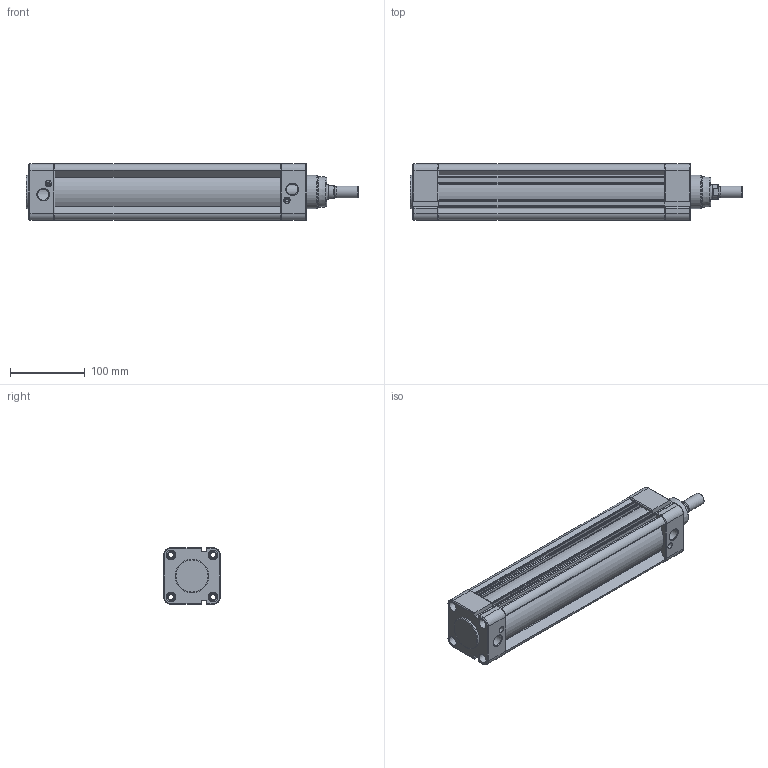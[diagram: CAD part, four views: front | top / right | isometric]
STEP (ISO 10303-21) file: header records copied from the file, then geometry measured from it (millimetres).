
FILE_DESCRIPTION (( 'STEP AP214' ), '1' );
FILE_NAME ('DMCA063-0250.STEP', '2016-08-30T09:56:04', ( '' ), ( '' ), 'SwSTEP 2.0', 'SolidWorks 2016', '' );
FILE_SCHEMA (( 'AUTOMOTIVE_DESIGN' ));
Length unit declared in the file: millimetre
Products named in the file (4): DMCA 063 voorkap; DMCA063-0250; DMCA 063 achterkap; DMCA 063 profiel 0
Assembly tree (3 placements, depth 2):
  DMCA063-0250
    DMCA 063 achterkap
    DMCA 063 profiel 0
    DMCA 063 voorkap
Bounding box: 444 x 76 x 76 mm (x, y, z)
Volume: 377068 mm3; surface area: 321462.4 mm2
Topology: 1 solids, 6 shells, 558 faces, 1367 edges, 825 vertices
Faces by surface type: cylinder 209, plane 157, torus 105, sphere 40, cone 39, bspline 8
Full cylindrical faces by diameter (mm): 3 x2, 4.5 x2, 6.7 x4, 8 x2, 15 x2, 16 x1, 20 x1, 23 x1, 26.5 x2, 29 x2, 30 x2, 33.1 x2, 44.8 x2, 59.1 x2, 62.8 x4, 63 x2
Entity records: 19696 total; most frequent: CARTESIAN_POINT 3967, DIRECTION 2894, ORIENTED_EDGE 2478, EDGE_CURVE 1242, AXIS2_PLACEMENT_3D 1193, VERTEX_POINT 794, EDGE_LOOP 698, CIRCLE 636
